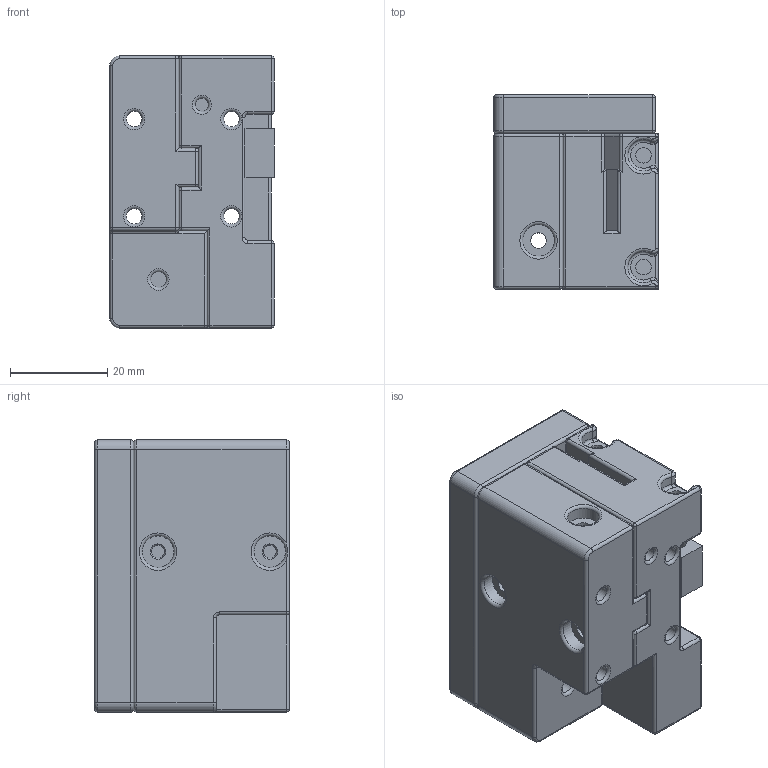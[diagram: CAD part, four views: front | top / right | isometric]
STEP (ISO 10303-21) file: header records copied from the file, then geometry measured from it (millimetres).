
FILE_DESCRIPTION(/* description */ (''),/* implementation_level */ '2;1');
FILE_NAME(/* name */ 'A-2020_X_Carriage_Offcenter_Rear.stp',/* time_stamp */ '2021-01-29T10:14:44-08:00',/* author */ (''),/* organization */ (''),/* preprocessor_version */ 'ST-DEVELOPER v18.1',/* originating_system */ 'Autodesk Translation Framework v9.7.0.1280',/* authorisation */ '');
FILE_SCHEMA (('AUTOMOTIVE_DESIGN { 1 0 10303 214 3 1 1 }'));
Length unit declared in the file: millimetre
Products named in the file (1): 2020 X Tombstone Rear
Bounding box: 33.8 x 40 x 56 mm (x, y, z)
Volume: 60781.5 mm3; surface area: 23730.9 mm2
Topology: 4 solids, 4 shells, 314 faces, 713 edges, 407 vertices
Faces by surface type: cylinder 140, plane 74, torus 54, sphere 34, bspline 12
Full cylindrical faces by diameter (mm): 2.7 x3, 3.2 x14, 4 x2, 6.5 x8
Entity records: 9471 total; most frequent: CARTESIAN_POINT 2191, DIRECTION 1657, ORIENTED_EDGE 1418, EDGE_CURVE 709, AXIS2_PLACEMENT_3D 673, VERTEX_POINT 407, EDGE_LOOP 358, CIRCLE 345
